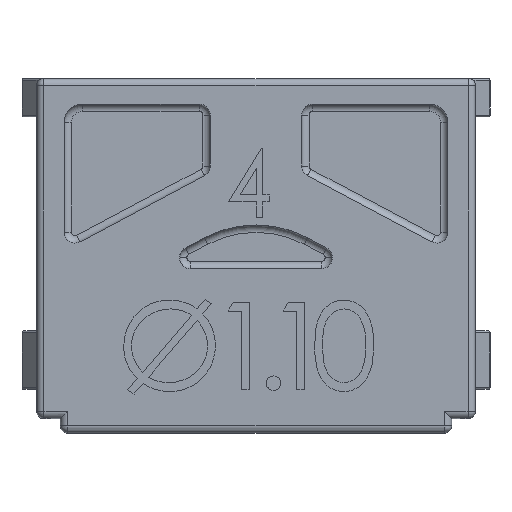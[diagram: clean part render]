
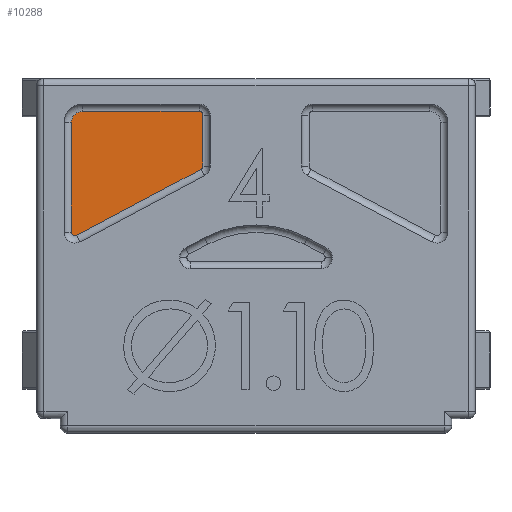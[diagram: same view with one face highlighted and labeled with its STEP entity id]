
A CAD part, top view. The second image highlights one B-rep face of the part: STEP entity #10288.
In plain terms, the highlighted planar face has unit normal (0, 0, 1).
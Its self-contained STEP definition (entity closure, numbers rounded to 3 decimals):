
#201 = CARTESIAN_POINT ( 'NONE',  ( -1.45, 3.8, 4.16 ) ) ;
#262 = CARTESIAN_POINT ( 'NONE',  ( -1.55, 3.8, 4.16 ) ) ;
#291 = EDGE_CURVE ( 'NONE', #4509, #4891, #2240, .T. ) ;
#349 = CIRCLE ( 'NONE', #11662, 0.1 ) ;
#409 = EDGE_CURVE ( 'NONE', #4891, #8091, #4305, .T. ) ;
#500 = DIRECTION ( 'NONE',  ( 0., 0., 1. ) ) ;
#861 = CARTESIAN_POINT ( 'NONE',  ( -5.05, 0., 4.16 ) ) ;
#1082 = LINE ( 'NONE', #3393, #1369 ) ;
#1369 = VECTOR ( 'NONE', #6269, 1000. ) ;
#1492 = VECTOR ( 'NONE', #4821, 1000. ) ;
#1523 = ORIENTED_EDGE ( 'NONE', *, *, #2816, .T. ) ;
#1536 = DIRECTION ( 'NONE',  ( 1., 0., 0. ) ) ;
#1739 = VERTEX_POINT ( 'NONE', #12240 ) ;
#1838 = DIRECTION ( 'NONE',  ( 0., 0., 1. ) ) ;
#2165 = CARTESIAN_POINT ( 'NONE',  ( -1.45, 2.407, 4.16 ) ) ;
#2240 = LINE ( 'NONE', #3903, #1492 ) ;
#2617 = VECTOR ( 'NONE', #11062, 1000. ) ;
#2647 = ORIENTED_EDGE ( 'NONE', *, *, #7761, .T. ) ;
#2701 = DIRECTION ( 'NONE',  ( 1., 0., 0. ) ) ;
#2783 = CARTESIAN_POINT ( 'NONE',  ( -4.75, 3.9, 4.16 ) ) ;
#2816 = EDGE_CURVE ( 'NONE', #2936, #1739, #11314, .T. ) ;
#2825 = ORIENTED_EDGE ( 'NONE', *, *, #291, .T. ) ;
#2842 = CARTESIAN_POINT ( 'NONE',  ( 0., 0., 4.16 ) ) ;
#2877 = DIRECTION ( 'NONE',  ( 1., 0., 0. ) ) ;
#2936 = VERTEX_POINT ( 'NONE', #12080 ) ;
#3089 = EDGE_CURVE ( 'NONE', #4676, #4509, #349, .T. ) ;
#3393 = CARTESIAN_POINT ( 'NONE',  ( 0., 3.9, 4.16 ) ) ;
#3577 = EDGE_LOOP ( 'NONE', ( #2647, #4263, #2825, #5747, #7450, #9148, #1523, #9585 ) ) ;
#3793 = DIRECTION ( 'NONE',  ( 1., 0., 0. ) ) ;
#3903 = CARTESIAN_POINT ( 'NONE',  ( -1.45, 0., 4.16 ) ) ;
#4107 = DIRECTION ( 'NONE',  ( 0., 0., 1. ) ) ;
#4254 = EDGE_CURVE ( 'NONE', #8091, #7166, #1082, .T. ) ;
#4263 = ORIENTED_EDGE ( 'NONE', *, *, #3089, .T. ) ;
#4304 = AXIS2_PLACEMENT_3D ( 'NONE', #262, #4107, #8709 ) ;
#4305 = CIRCLE ( 'NONE', #4304, 0.1 ) ;
#4405 = VERTEX_POINT ( 'NONE', #9373 ) ;
#4509 = VERTEX_POINT ( 'NONE', #2165 ) ;
#4603 = CARTESIAN_POINT ( 'NONE',  ( -4.75, 3.6, 4.16 ) ) ;
#4676 = VERTEX_POINT ( 'NONE', #8971 ) ;
#4798 = DIRECTION ( 'NONE',  ( 0., 0., 1. ) ) ;
#4821 = DIRECTION ( 'NONE',  ( 0., 1., 0. ) ) ;
#4891 = VERTEX_POINT ( 'NONE', #201 ) ;
#5153 = LINE ( 'NONE', #5410, #2617 ) ;
#5294 = AXIS2_PLACEMENT_3D ( 'NONE', #5857, #4798, #3793 ) ;
#5410 = CARTESIAN_POINT ( 'NONE',  ( -1.292, 2.431, 4.16 ) ) ;
#5523 = FACE_OUTER_BOUND ( 'NONE', #3577, .T. ) ;
#5747 = ORIENTED_EDGE ( 'NONE', *, *, #409, .T. ) ;
#5857 = CARTESIAN_POINT ( 'NONE',  ( -4.95, 0.599, 4.16 ) ) ;
#6269 = DIRECTION ( 'NONE',  ( -1., 0., 0. ) ) ;
#6747 = DIRECTION ( 'NONE',  ( 0., -1., 0. ) ) ;
#7131 = CIRCLE ( 'NONE', #5294, 0.1 ) ;
#7166 = VERTEX_POINT ( 'NONE', #2783 ) ;
#7439 = VECTOR ( 'NONE', #6747, 1000. ) ;
#7450 = ORIENTED_EDGE ( 'NONE', *, *, #4254, .T. ) ;
#7690 = CIRCLE ( 'NONE', #7884, 0.3 ) ;
#7761 = EDGE_CURVE ( 'NONE', #4405, #4676, #5153, .T. ) ;
#7884 = AXIS2_PLACEMENT_3D ( 'NONE', #4603, #1838, #2701 ) ;
#8091 = VERTEX_POINT ( 'NONE', #11937 ) ;
#8556 = DIRECTION ( 'NONE',  ( 0., 0., 1. ) ) ;
#8709 = DIRECTION ( 'NONE',  ( 1., 0., 0. ) ) ;
#8971 = CARTESIAN_POINT ( 'NONE',  ( -1.503, 2.319, 4.16 ) ) ;
#9100 = CARTESIAN_POINT ( 'NONE',  ( -1.55, 2.407, 4.16 ) ) ;
#9148 = ORIENTED_EDGE ( 'NONE', *, *, #9479, .T. ) ;
#9373 = CARTESIAN_POINT ( 'NONE',  ( -4.903, 0.511, 4.16 ) ) ;
#9479 = EDGE_CURVE ( 'NONE', #7166, #2936, #7690, .T. ) ;
#9585 = ORIENTED_EDGE ( 'NONE', *, *, #10003, .T. ) ;
#10003 = EDGE_CURVE ( 'NONE', #1739, #4405, #7131, .T. ) ;
#10288 = ADVANCED_FACE ( 'NONE', ( #5523 ), #11309, .T. ) ;
#11062 = DIRECTION ( 'NONE',  ( 0.883, 0.469, 0. ) ) ;
#11309 = PLANE ( 'NONE',  #11873 ) ;
#11314 = LINE ( 'NONE', #861, #7439 ) ;
#11662 = AXIS2_PLACEMENT_3D ( 'NONE', #9100, #500, #1536 ) ;
#11873 = AXIS2_PLACEMENT_3D ( 'NONE', #2842, #8556, #2877 ) ;
#11937 = CARTESIAN_POINT ( 'NONE',  ( -1.55, 3.9, 4.16 ) ) ;
#12080 = CARTESIAN_POINT ( 'NONE',  ( -5.05, 3.6, 4.16 ) ) ;
#12240 = CARTESIAN_POINT ( 'NONE',  ( -5.05, 0.599, 4.16 ) ) ;
